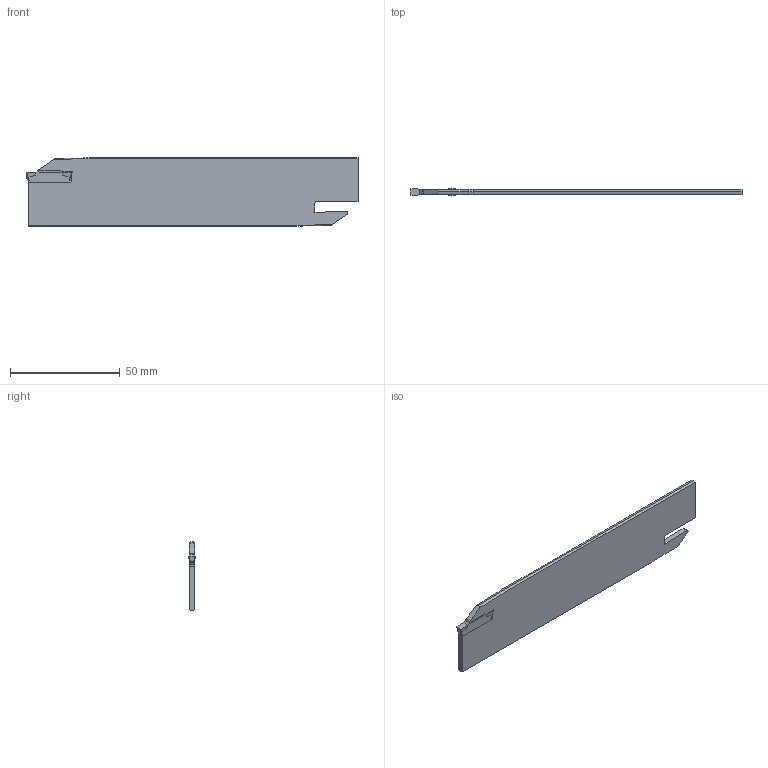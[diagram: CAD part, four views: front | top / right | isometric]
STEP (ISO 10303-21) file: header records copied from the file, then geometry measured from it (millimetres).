
FILE_DESCRIPTION(/* description */ (''),/* implementation_level */ '2;1');
FILE_NAME(/* name */ 'AKL-K-32-3.stp',/* time_stamp */ '2023-10-31T21:14:01+03:00',/* author */ (''),/* organization */ (''),/* preprocessor_version */ 'ST-DEVELOPER v19.4',/* originating_system */ 'SIEMENS PLM Software NX2306.3001',/* authorisation */ '');
FILE_SCHEMA (('AUTOMOTIVE_DESIGN { 1 0 10303 214 3 1 1 1 }'));
Length unit declared in the file: millimetre
Products named in the file (1): AKL-K-32-3_objects
Bounding box: 151 x 2.97 x 31.36 mm (x, y, z)
Volume: 10721.4 mm3; surface area: 9982.1 mm2
Topology: 2 solids, 2 shells, 92 faces, 231 edges, 138 vertices
Faces by surface type: plane 46, cylinder 26, bspline 8, torus 4, sphere 4, revolution 4
Entity records: 2785 total; most frequent: CARTESIAN_POINT 549, DIRECTION 470, ORIENTED_EDGE 452, EDGE_CURVE 226, LINE 156, VECTOR 156, AXIS2_PLACEMENT_3D 155, VERTEX_POINT 138
